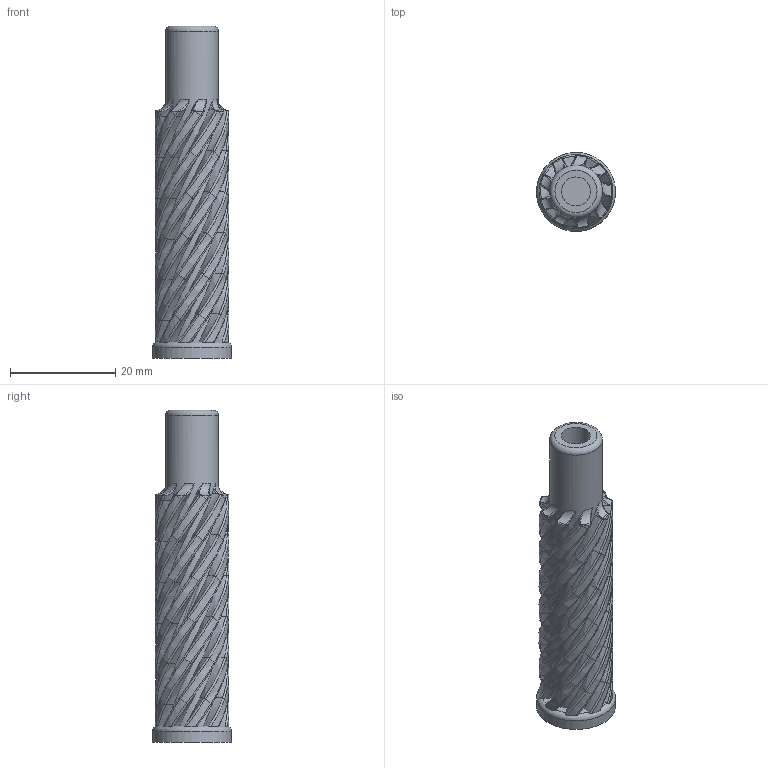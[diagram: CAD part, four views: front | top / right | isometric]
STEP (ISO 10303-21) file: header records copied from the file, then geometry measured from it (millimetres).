
FILE_DESCRIPTION(/* description */ (''),/* implementation_level */ '2;1');
FILE_NAME(/* name */ 'Lead screw.step',/* time_stamp */ '2016-10-27T22:10:52+11:00',/* author */ (''),/* organization */ (''),/* preprocessor_version */ 'ST-DEVELOPER v16.5',/* originating_system */ 'Autodesk Translation Framework v5.2.0.2031',/* authorisation */ '');
FILE_SCHEMA (('AUTOMOTIVE_DESIGN { 1 0 10303 214 3 1 1 }'));
Length unit declared in the file: centimetre
Products named in the file (1): Lead screw v8
Bounding box: 15 x 15 x 63 mm (x, y, z)
Volume: 6978.4 mm3; surface area: 4325.2 mm2
Topology: 1 solids, 1 shells, 402 faces, 979 edges, 580 vertices
Faces by surface type: bspline 369, plane 12, torus 11, cylinder 10
Full cylindrical faces by diameter (mm): 5.5 x1, 10 x1, 15 x1
Entity records: 20665 total; most frequent: CARTESIAN_POINT 13543, ORIENTED_EDGE 1902, EDGE_CURVE 951, DIRECTION 696, VERTEX_POINT 564, B_SPLINE_CURVE_WITH_KNOTS 540, EDGE_LOOP 401, FACE_OUTER_BOUND 395
